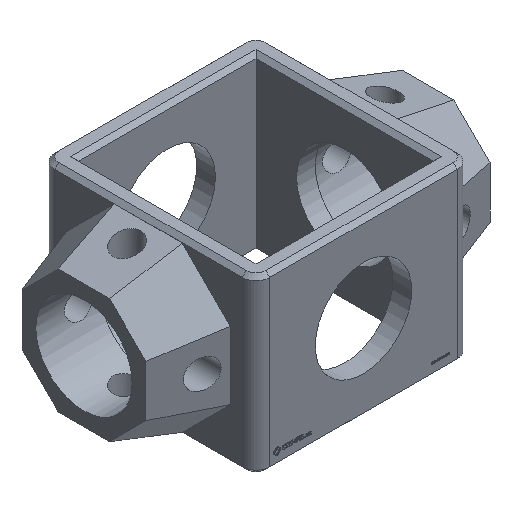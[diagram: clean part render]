
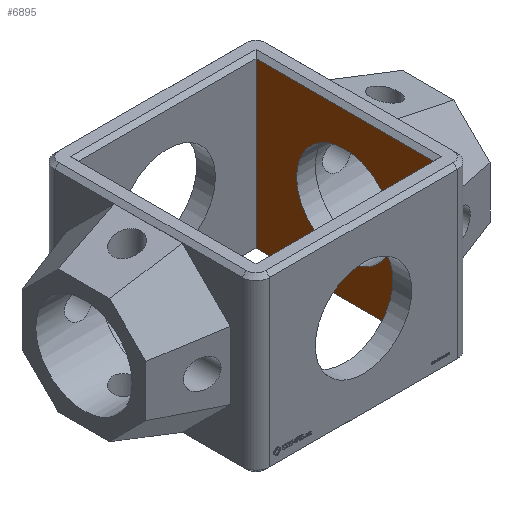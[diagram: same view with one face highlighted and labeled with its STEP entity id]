
A CAD part, isometric view. The second image highlights one B-rep face of the part: STEP entity #6895.
In plain terms, the highlighted planar face has unit normal (-1, 0, 0).
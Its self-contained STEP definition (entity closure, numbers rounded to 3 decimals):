
#521 = PLANE('',#522);
#522 = AXIS2_PLACEMENT_3D('',#523,#524,#525);
#523 = CARTESIAN_POINT('',(-6.45,6.45,-6.25));
#524 = DIRECTION('',(0.,1.,0.));
#525 = DIRECTION('',(1.,0.,0.));
#1212 = PLANE('',#1213);
#1213 = AXIS2_PLACEMENT_3D('',#1214,#1215,#1216);
#1214 = CARTESIAN_POINT('',(6.595,6.45,-6.105));
#1215 = DIRECTION('',(0.707,0.,0.707));
#1216 = DIRECTION('',(-0.,1.,-0.));
#1517 = PLANE('',#1518);
#1518 = AXIS2_PLACEMENT_3D('',#1519,#1520,#1521);
#1519 = CARTESIAN_POINT('',(6.595,6.45,6.105));
#1520 = DIRECTION('',(-0.707,0.,0.707));
#1521 = DIRECTION('',(-0.,1.,-0.));
#1918 = VERTEX_POINT('',#1919);
#1919 = CARTESIAN_POINT('',(6.45,6.45,5.96));
#1940 = EDGE_CURVE('',#1941,#1918,#1943,.T.);
#1941 = VERTEX_POINT('',#1942);
#1942 = CARTESIAN_POINT('',(6.45,6.45,-5.96));
#1943 = SURFACE_CURVE('',#1944,(#1948,#1955),.PCURVE_S1.);
#1944 = LINE('',#1945,#1946);
#1945 = CARTESIAN_POINT('',(6.45,6.45,-6.25));
#1946 = VECTOR('',#1947,1.);
#1947 = DIRECTION('',(0.,0.,1.));
#1948 = PCURVE('',#521,#1949);
#1949 = DEFINITIONAL_REPRESENTATION('',(#1950),#1954);
#1950 = LINE('',#1951,#1952);
#1951 = CARTESIAN_POINT('',(12.9,0.));
#1952 = VECTOR('',#1953,1.);
#1953 = DIRECTION('',(0.,-1.));
#1954 = ( GEOMETRIC_REPRESENTATION_CONTEXT(2) 
PARAMETRIC_REPRESENTATION_CONTEXT() REPRESENTATION_CONTEXT('2D SPACE',''
  ) );
#1955 = PCURVE('',#1956,#1961);
#1956 = PLANE('',#1957);
#1957 = AXIS2_PLACEMENT_3D('',#1958,#1959,#1960);
#1958 = CARTESIAN_POINT('',(6.45,6.45,-6.25));
#1959 = DIRECTION('',(1.,0.,0.));
#1960 = DIRECTION('',(0.,-1.,0.));
#1961 = DEFINITIONAL_REPRESENTATION('',(#1962),#1966);
#1962 = LINE('',#1963,#1964);
#1963 = CARTESIAN_POINT('',(0.,0.));
#1964 = VECTOR('',#1965,1.);
#1965 = DIRECTION('',(0.,-1.));
#1966 = ( GEOMETRIC_REPRESENTATION_CONTEXT(2) 
PARAMETRIC_REPRESENTATION_CONTEXT() REPRESENTATION_CONTEXT('2D SPACE',''
  ) );
#4355 = VERTEX_POINT('',#4356);
#4356 = CARTESIAN_POINT('',(6.45,-6.45,-5.96));
#4393 = PLANE('',#4394);
#4394 = AXIS2_PLACEMENT_3D('',#4395,#4396,#4397);
#4395 = CARTESIAN_POINT('',(6.45,-6.45,-6.25));
#4396 = DIRECTION('',(0.,-1.,0.));
#4397 = DIRECTION('',(-1.,0.,0.));
#4438 = EDGE_CURVE('',#1941,#4355,#4439,.T.);
#4439 = SURFACE_CURVE('',#4440,(#4444,#4451),.PCURVE_S1.);
#4440 = LINE('',#4441,#4442);
#4441 = CARTESIAN_POINT('',(6.45,6.45,-5.96));
#4442 = VECTOR('',#4443,1.);
#4443 = DIRECTION('',(0.,-1.,0.));
#4444 = PCURVE('',#1212,#4445);
#4445 = DEFINITIONAL_REPRESENTATION('',(#4446),#4450);
#4446 = LINE('',#4447,#4448);
#4447 = CARTESIAN_POINT('',(-0.,0.205));
#4448 = VECTOR('',#4449,1.);
#4449 = DIRECTION('',(-1.,0.));
#4450 = ( GEOMETRIC_REPRESENTATION_CONTEXT(2) 
PARAMETRIC_REPRESENTATION_CONTEXT() REPRESENTATION_CONTEXT('2D SPACE',''
  ) );
#4451 = PCURVE('',#1956,#4452);
#4452 = DEFINITIONAL_REPRESENTATION('',(#4453),#4457);
#4453 = LINE('',#4454,#4455);
#4454 = CARTESIAN_POINT('',(0.,-0.29));
#4455 = VECTOR('',#4456,1.);
#4456 = DIRECTION('',(1.,0.));
#4457 = ( GEOMETRIC_REPRESENTATION_CONTEXT(2) 
PARAMETRIC_REPRESENTATION_CONTEXT() REPRESENTATION_CONTEXT('2D SPACE',''
  ) );
#4663 = VERTEX_POINT('',#4664);
#4664 = CARTESIAN_POINT('',(6.45,-6.45,5.96));
#4741 = EDGE_CURVE('',#1918,#4663,#4742,.T.);
#4742 = SURFACE_CURVE('',#4743,(#4747,#4754),.PCURVE_S1.);
#4743 = LINE('',#4744,#4745);
#4744 = CARTESIAN_POINT('',(6.45,6.45,5.96));
#4745 = VECTOR('',#4746,1.);
#4746 = DIRECTION('',(0.,-1.,0.));
#4747 = PCURVE('',#1517,#4748);
#4748 = DEFINITIONAL_REPRESENTATION('',(#4749),#4753);
#4749 = LINE('',#4750,#4751);
#4750 = CARTESIAN_POINT('',(0.,0.205));
#4751 = VECTOR('',#4752,1.);
#4752 = DIRECTION('',(-1.,0.));
#4753 = ( GEOMETRIC_REPRESENTATION_CONTEXT(2) 
PARAMETRIC_REPRESENTATION_CONTEXT() REPRESENTATION_CONTEXT('2D SPACE',''
  ) );
#4754 = PCURVE('',#1956,#4755);
#4755 = DEFINITIONAL_REPRESENTATION('',(#4756),#4760);
#4756 = LINE('',#4757,#4758);
#4757 = CARTESIAN_POINT('',(0.,-12.21));
#4758 = VECTOR('',#4759,1.);
#4759 = DIRECTION('',(1.,0.));
#4760 = ( GEOMETRIC_REPRESENTATION_CONTEXT(2) 
PARAMETRIC_REPRESENTATION_CONTEXT() REPRESENTATION_CONTEXT('2D SPACE',''
  ) );
#6895 = ADVANCED_FACE('',(#6896,#6922),#1956,.F.);
#6896 = FACE_BOUND('',#6897,.F.);
#6897 = EDGE_LOOP('',(#6898,#6899,#6900,#6921));
#6898 = ORIENTED_EDGE('',*,*,#1940,.T.);
#6899 = ORIENTED_EDGE('',*,*,#4741,.T.);
#6900 = ORIENTED_EDGE('',*,*,#6901,.F.);
#6901 = EDGE_CURVE('',#4355,#4663,#6902,.T.);
#6902 = SURFACE_CURVE('',#6903,(#6907,#6914),.PCURVE_S1.);
#6903 = LINE('',#6904,#6905);
#6904 = CARTESIAN_POINT('',(6.45,-6.45,-6.25));
#6905 = VECTOR('',#6906,1.);
#6906 = DIRECTION('',(0.,0.,1.));
#6907 = PCURVE('',#1956,#6908);
#6908 = DEFINITIONAL_REPRESENTATION('',(#6909),#6913);
#6909 = LINE('',#6910,#6911);
#6910 = CARTESIAN_POINT('',(12.9,0.));
#6911 = VECTOR('',#6912,1.);
#6912 = DIRECTION('',(0.,-1.));
#6913 = ( GEOMETRIC_REPRESENTATION_CONTEXT(2) 
PARAMETRIC_REPRESENTATION_CONTEXT() REPRESENTATION_CONTEXT('2D SPACE',''
  ) );
#6914 = PCURVE('',#4393,#6915);
#6915 = DEFINITIONAL_REPRESENTATION('',(#6916),#6920);
#6916 = LINE('',#6917,#6918);
#6917 = CARTESIAN_POINT('',(0.,-0.));
#6918 = VECTOR('',#6919,1.);
#6919 = DIRECTION('',(0.,-1.));
#6920 = ( GEOMETRIC_REPRESENTATION_CONTEXT(2) 
PARAMETRIC_REPRESENTATION_CONTEXT() REPRESENTATION_CONTEXT('2D SPACE',''
  ) );
#6921 = ORIENTED_EDGE('',*,*,#4438,.F.);
#6922 = FACE_BOUND('',#6923,.F.);
#6923 = EDGE_LOOP('',(#6924));
#6924 = ORIENTED_EDGE('',*,*,#6925,.T.);
#6925 = EDGE_CURVE('',#6926,#6926,#6928,.T.);
#6926 = VERTEX_POINT('',#6927);
#6927 = CARTESIAN_POINT('',(6.45,3.5,0.));
#6928 = SURFACE_CURVE('',#6929,(#6934,#6945),.PCURVE_S1.);
#6929 = CIRCLE('',#6930,3.5);
#6930 = AXIS2_PLACEMENT_3D('',#6931,#6932,#6933);
#6931 = CARTESIAN_POINT('',(6.45,0.,0.));
#6932 = DIRECTION('',(-1.,0.,0.));
#6933 = DIRECTION('',(0.,1.,0.));
#6934 = PCURVE('',#1956,#6935);
#6935 = DEFINITIONAL_REPRESENTATION('',(#6936),#6944);
#6936 = ( BOUNDED_CURVE() B_SPLINE_CURVE(2,(#6937,#6938,#6939,#6940,
#6941,#6942,#6943),.UNSPECIFIED.,.T.,.F.) B_SPLINE_CURVE_WITH_KNOTS((1,2
    ,2,2,2,1),(-2.094,0.,2.094,4.189,
6.283,8.378),.UNSPECIFIED.) CURVE() 
GEOMETRIC_REPRESENTATION_ITEM() RATIONAL_B_SPLINE_CURVE((1.,0.5,1.,0.5,
1.,0.5,1.)) REPRESENTATION_ITEM('') );
#6937 = CARTESIAN_POINT('',(2.95,-6.25));
#6938 = CARTESIAN_POINT('',(2.95,-0.188));
#6939 = CARTESIAN_POINT('',(8.2,-3.219));
#6940 = CARTESIAN_POINT('',(13.45,-6.25));
#6941 = CARTESIAN_POINT('',(8.2,-9.281));
#6942 = CARTESIAN_POINT('',(2.95,-12.312));
#6943 = CARTESIAN_POINT('',(2.95,-6.25));
#6944 = ( GEOMETRIC_REPRESENTATION_CONTEXT(2) 
PARAMETRIC_REPRESENTATION_CONTEXT() REPRESENTATION_CONTEXT('2D SPACE',''
  ) );
#6945 = PCURVE('',#6946,#6951);
#6946 = CYLINDRICAL_SURFACE('',#6947,3.5);
#6947 = AXIS2_PLACEMENT_3D('',#6948,#6949,#6950);
#6948 = CARTESIAN_POINT('',(0.,0.,0.));
#6949 = DIRECTION('',(-1.,0.,0.));
#6950 = DIRECTION('',(0.,1.,0.));
#6951 = DEFINITIONAL_REPRESENTATION('',(#6952),#6956);
#6952 = LINE('',#6953,#6954);
#6953 = CARTESIAN_POINT('',(-6.283,-6.45));
#6954 = VECTOR('',#6955,1.);
#6955 = DIRECTION('',(1.,-0.));
#6956 = ( GEOMETRIC_REPRESENTATION_CONTEXT(2) 
PARAMETRIC_REPRESENTATION_CONTEXT() REPRESENTATION_CONTEXT('2D SPACE',''
  ) );
